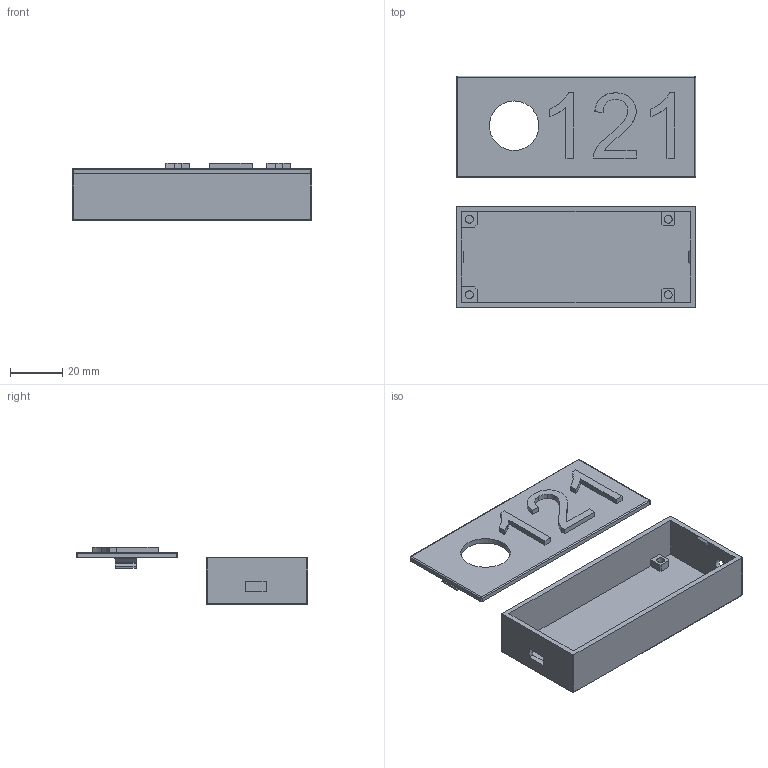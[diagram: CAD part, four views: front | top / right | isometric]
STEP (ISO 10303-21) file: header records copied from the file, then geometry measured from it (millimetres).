
FILE_DESCRIPTION(/* description */ (''),/* implementation_level */ '2;1');
FILE_NAME(/* name */ 'PE2_Case.step',/* time_stamp */ '2023-05-13T17:48:52+02:00',/* author */ (''),/* organization */ (''),/* preprocessor_version */ 'ST-DEVELOPER v19.2',/* originating_system */ 'Autodesk Translation Framework v12.4.0.73',/* authorisation */ '');
FILE_SCHEMA (('AUTOMOTIVE_DESIGN { 1 0 10303 214 3 1 1 }'));
Length unit declared in the file: millimetre
Products named in the file (1): PE2_2
Bounding box: 92 x 89 x 22 mm (x, y, z)
Volume: 23025.2 mm3; surface area: 23870.4 mm2
Topology: 2 solids, 2 shells, 154 faces, 388 edges, 248 vertices
Faces by surface type: plane 82, cylinder 38, bspline 26, sphere 8
Full cylindrical faces by diameter (mm): 3 x4, 5.3 x1, 19 x1
Entity records: 4852 total; most frequent: CARTESIAN_POINT 1233, ORIENTED_EDGE 776, DIRECTION 666, EDGE_CURVE 388, LINE 264, VECTOR 264, VERTEX_POINT 248, AXIS2_PLACEMENT_3D 201
